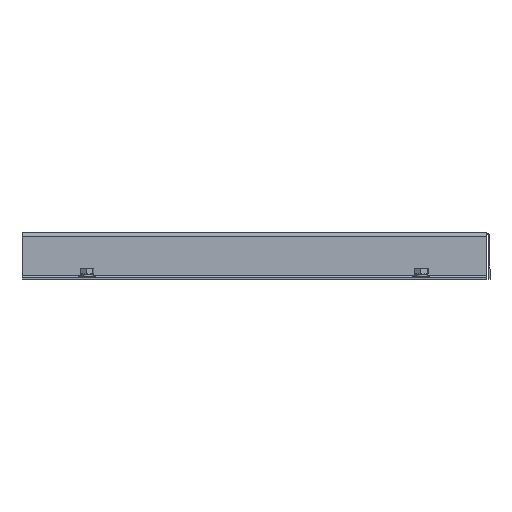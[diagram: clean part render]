
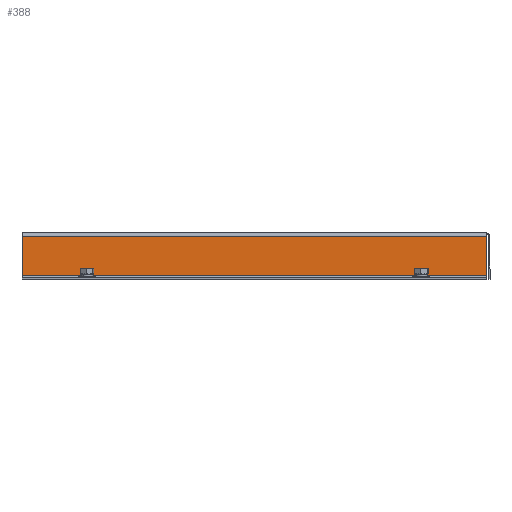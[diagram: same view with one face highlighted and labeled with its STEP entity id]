
A CAD part, left-side view. The second image highlights one B-rep face of the part: STEP entity #388.
In plain terms, the highlighted planar face has unit normal (-1, 0, 0).
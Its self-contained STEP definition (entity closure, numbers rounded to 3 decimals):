
#170 = VECTOR ( 'NONE', #2905, 1000. ) ;
#204 = EDGE_CURVE ( 'NONE', #3072, #633, #1055, .T. ) ;
#237 = VERTEX_POINT ( 'NONE', #483 ) ;
#285 = LINE ( 'NONE', #1157, #2819 ) ;
#350 = VERTEX_POINT ( 'NONE', #2972 ) ;
#388 = ADVANCED_FACE ( 'NONE', ( #604 ), #1152, .F. ) ;
#483 = CARTESIAN_POINT ( 'NONE',  ( -179.2, 250., -2. ) ) ;
#499 = LINE ( 'NONE', #1312, #1252 ) ;
#604 = FACE_OUTER_BOUND ( 'NONE', #2071, .T. ) ;
#621 = CARTESIAN_POINT ( 'NONE',  ( -179.2, 0., -23. ) ) ;
#633 = VERTEX_POINT ( 'NONE', #2545 ) ;
#946 = DIRECTION ( 'NONE',  ( 1., 0., 0. ) ) ;
#1055 = LINE ( 'NONE', #1948, #3130 ) ;
#1088 = ORIENTED_EDGE ( 'NONE', *, *, #2607, .F. ) ;
#1152 = PLANE ( 'NONE',  #3260 ) ;
#1157 = CARTESIAN_POINT ( 'NONE',  ( -179.2, 0., -2. ) ) ;
#1252 = VECTOR ( 'NONE', #2778, 1000. ) ;
#1312 = CARTESIAN_POINT ( 'NONE',  ( -179.2, 0., 0. ) ) ;
#1350 = ORIENTED_EDGE ( 'NONE', *, *, #1353, .T. ) ;
#1353 = EDGE_CURVE ( 'NONE', #237, #633, #3235, .T. ) ;
#1948 = CARTESIAN_POINT ( 'NONE',  ( -179.2, 0., -23. ) ) ;
#2013 = DIRECTION ( 'NONE',  ( 0., -1., 0. ) ) ;
#2050 = EDGE_CURVE ( 'NONE', #3072, #350, #499, .T. ) ;
#2071 = EDGE_LOOP ( 'NONE', ( #3630, #3353, #1088, #1350 ) ) ;
#2545 = CARTESIAN_POINT ( 'NONE',  ( -179.2, 250., -23. ) ) ;
#2607 = EDGE_CURVE ( 'NONE', #237, #350, #285, .T. ) ;
#2778 = DIRECTION ( 'NONE',  ( 0., 0., 1. ) ) ;
#2819 = VECTOR ( 'NONE', #2013, 1000. ) ;
#2905 = DIRECTION ( 'NONE',  ( 0., 0., -1. ) ) ;
#2972 = CARTESIAN_POINT ( 'NONE',  ( -179.2, 0., -2. ) ) ;
#3072 = VERTEX_POINT ( 'NONE', #621 ) ;
#3130 = VECTOR ( 'NONE', #3666, 1000. ) ;
#3216 = CARTESIAN_POINT ( 'NONE',  ( -179.2, 0., 0. ) ) ;
#3235 = LINE ( 'NONE', #3553, #170 ) ;
#3257 = DIRECTION ( 'NONE',  ( 0., 0., -1. ) ) ;
#3260 = AXIS2_PLACEMENT_3D ( 'NONE', #3216, #946, #3257 ) ;
#3353 = ORIENTED_EDGE ( 'NONE', *, *, #2050, .T. ) ;
#3553 = CARTESIAN_POINT ( 'NONE',  ( -179.2, 250., 0. ) ) ;
#3630 = ORIENTED_EDGE ( 'NONE', *, *, #204, .F. ) ;
#3666 = DIRECTION ( 'NONE',  ( 0., 1., 0. ) ) ;
